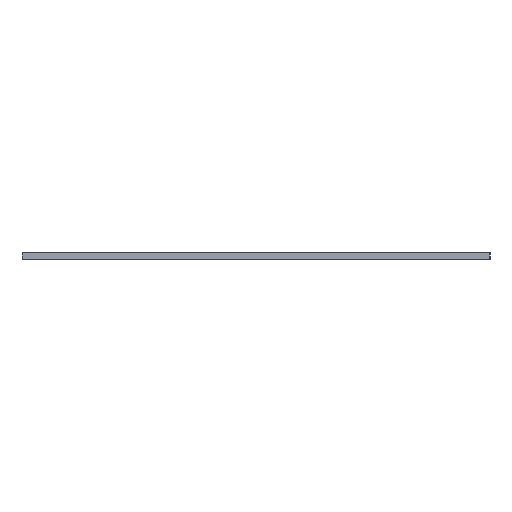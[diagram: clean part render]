
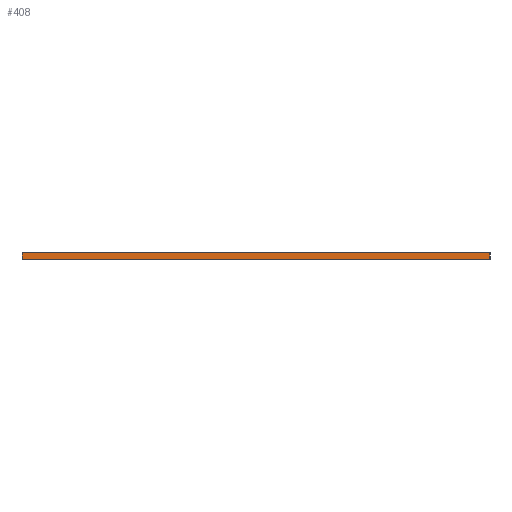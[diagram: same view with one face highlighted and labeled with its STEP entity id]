
A CAD part, left-side view. The second image highlights one B-rep face of the part: STEP entity #408.
In plain terms, the highlighted planar face has unit normal (-1, 0, 0).
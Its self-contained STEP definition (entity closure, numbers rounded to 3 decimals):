
#85 = VERTEX_POINT ( 'NONE', #353 ) ;
#87 = ORIENTED_EDGE ( 'NONE', *, *, #1230, .T. ) ;
#115 = CARTESIAN_POINT ( 'NONE',  ( -76.2, -49.8, 0. ) ) ;
#149 = ORIENTED_EDGE ( 'NONE', *, *, #1082, .F. ) ;
#221 = CARTESIAN_POINT ( 'NONE',  ( -76.2, -50.7, 1.5 ) ) ;
#224 = CARTESIAN_POINT ( 'NONE',  ( -76.2, 50.7, 1.5 ) ) ;
#273 = DIRECTION ( 'NONE',  ( 0., 0., -1. ) ) ;
#276 = AXIS2_PLACEMENT_3D ( 'NONE', #969, #873, #273 ) ;
#288 = EDGE_CURVE ( 'NONE', #85, #301, #1035, .T. ) ;
#289 = CARTESIAN_POINT ( 'NONE',  ( -76.2, -50.7, 0. ) ) ;
#296 = VECTOR ( 'NONE', #1135, 1000. ) ;
#301 = VERTEX_POINT ( 'NONE', #369 ) ;
#353 = CARTESIAN_POINT ( 'NONE',  ( -76.2, 50.7, 1.5 ) ) ;
#369 = CARTESIAN_POINT ( 'NONE',  ( -76.2, -50.7, 1.5 ) ) ;
#375 = CARTESIAN_POINT ( 'NONE',  ( -76.2, 49.8, 1.5 ) ) ;
#393 = ORIENTED_EDGE ( 'NONE', *, *, #288, .F. ) ;
#405 = FACE_OUTER_BOUND ( 'NONE', #869, .T. ) ;
#408 = ADVANCED_FACE ( 'NONE', ( #405 ), #865, .F. ) ;
#425 = LINE ( 'NONE', #115, #655 ) ;
#562 = LINE ( 'NONE', #224, #296 ) ;
#655 = VECTOR ( 'NONE', #914, 1000. ) ;
#672 = EDGE_CURVE ( 'NONE', #1039, #1134, #425, .T. ) ;
#763 = VECTOR ( 'NONE', #768, 1000. ) ;
#768 = DIRECTION ( 'NONE',  ( 0., -1., 0. ) ) ;
#773 = VECTOR ( 'NONE', #916, 1000. ) ;
#865 = PLANE ( 'NONE',  #276 ) ;
#869 = EDGE_LOOP ( 'NONE', ( #1162, #149, #393, #87 ) ) ;
#873 = DIRECTION ( 'NONE',  ( 1., 0., 0. ) ) ;
#914 = DIRECTION ( 'NONE',  ( 0., -1., 0. ) ) ;
#916 = DIRECTION ( 'NONE',  ( 0., 0., -1. ) ) ;
#969 = CARTESIAN_POINT ( 'NONE',  ( -76.2, -49.8, 1.5 ) ) ;
#1035 = LINE ( 'NONE', #375, #763 ) ;
#1039 = VERTEX_POINT ( 'NONE', #1119 ) ;
#1080 = LINE ( 'NONE', #221, #773 ) ;
#1082 = EDGE_CURVE ( 'NONE', #301, #1134, #1080, .T. ) ;
#1119 = CARTESIAN_POINT ( 'NONE',  ( -76.2, 50.7, 0. ) ) ;
#1134 = VERTEX_POINT ( 'NONE', #289 ) ;
#1135 = DIRECTION ( 'NONE',  ( 0., 0., -1. ) ) ;
#1162 = ORIENTED_EDGE ( 'NONE', *, *, #672, .T. ) ;
#1230 = EDGE_CURVE ( 'NONE', #85, #1039, #562, .T. ) ;
